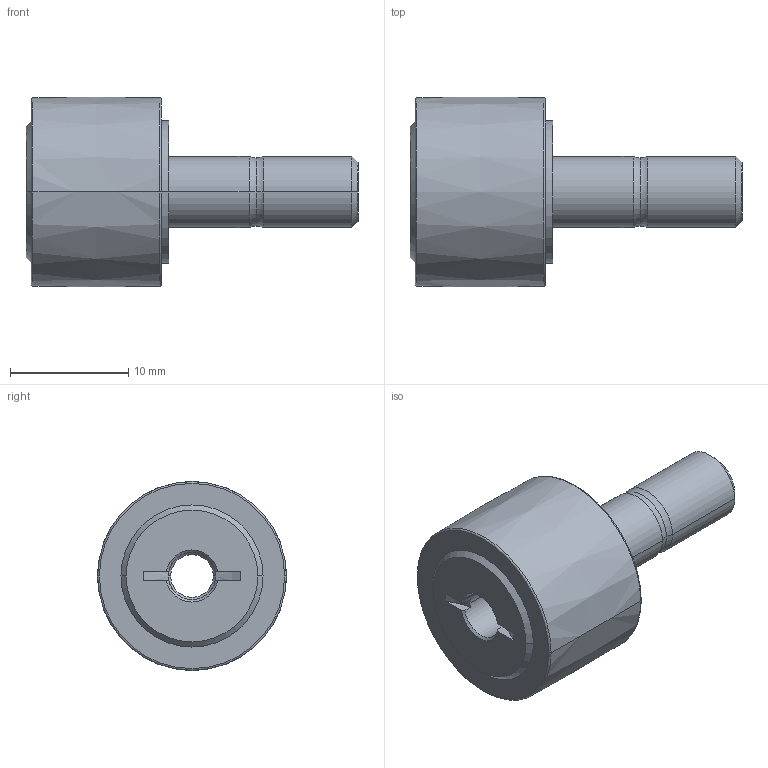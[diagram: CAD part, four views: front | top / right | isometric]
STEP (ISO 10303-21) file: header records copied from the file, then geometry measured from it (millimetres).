
FILE_DESCRIPTION(('starvars output'),'2;1');
FILE_NAME('TIN21025.stp','17:14:37 2014/10/22',( 'Thomas Industrial Network Germany GmbH'),( 'Thomas Industrial Network Germany GmbH'),'unknown preprocess','ACIS' ,'unknown authorization');
FILE_SCHEMA(('AUTOMOTIVE_DESIGN_CC2 {UNKNOWN IMPLEMENTATION LEVEL}'));
Length unit declared in the file: millimetre
Products named in the file (1): PRODUCT_ID_1
Bounding box: 28.04 x 15.99 x 16 mm (x, y, z)
Volume: 2448.8 mm3; surface area: 1584.1 mm2
Topology: 1 solids, 1 shells, 50 faces, 110 edges, 65 vertices
Faces by surface type: cylinder 16, cone 14, plane 10, torus 8, bspline 2
Entity records: 1656 total; most frequent: CARTESIAN_POINT 254, ORIENTED_EDGE 220, DIRECTION 157, EDGE_CURVE 110, VERTEX_POINT 65, AXIS2_PLACEMENT_3D 61, EDGE_LOOP 55, FACE_BOUND 55
